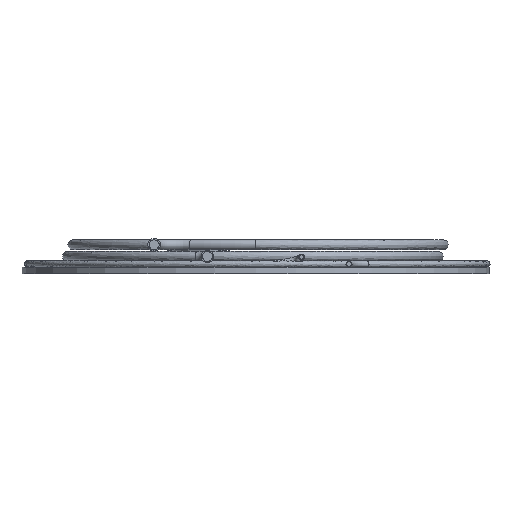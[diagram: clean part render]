
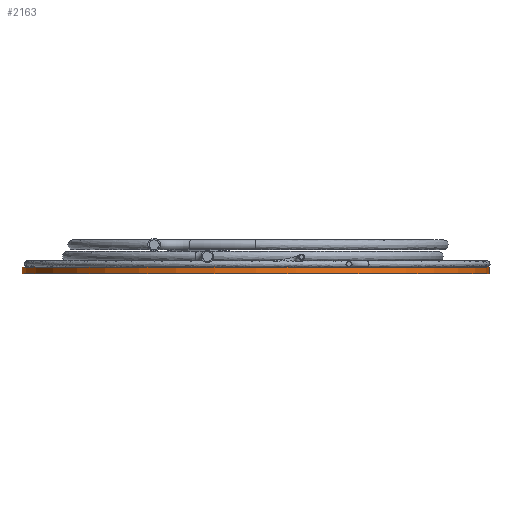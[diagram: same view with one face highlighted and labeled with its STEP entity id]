
A CAD part, front view. The second image highlights one B-rep face of the part: STEP entity #2163.
In plain terms, the highlighted cylindrical face has radius 27 mm (diameter 54 mm), a full revolution.
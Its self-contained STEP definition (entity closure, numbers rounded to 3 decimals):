
#275=CYLINDRICAL_SURFACE('',#2295,27.);
#338=ORIENTED_EDGE('',*,*,#720,.T.);
#339=ORIENTED_EDGE('',*,*,#721,.T.);
#720=EDGE_CURVE('',#925,#925,#1072,.T.);
#721=EDGE_CURVE('',#926,#926,#1073,.T.);
#925=VERTEX_POINT('',#10213);
#926=VERTEX_POINT('',#10215);
#1072=CIRCLE('',#2296,27.);
#1073=CIRCLE('',#2297,27.);
#1133=EDGE_LOOP('',(#338));
#1134=EDGE_LOOP('',(#339));
#1275=FACE_BOUND('',#1133,.T.);
#1276=FACE_BOUND('',#1134,.T.);
#2163=ADVANCED_FACE('',(#1275,#1276),#275,.T.);
#2295=AXIS2_PLACEMENT_3D('',#10211,#2464,#2465);
#2296=AXIS2_PLACEMENT_3D('',#10212,#2466,#2467);
#2297=AXIS2_PLACEMENT_3D('',#10214,#2468,#2469);
#2464=DIRECTION('',(0.,0.,-1.));
#2465=DIRECTION('',(-1.,0.,0.));
#2466=DIRECTION('',(0.,0.,1.));
#2467=DIRECTION('',(1.,0.,0.));
#2468=DIRECTION('',(0.,0.,-1.));
#2469=DIRECTION('',(0.,1.,0.));
#10211=CARTESIAN_POINT('',(0.,0.,1.4));
#10212=CARTESIAN_POINT('',(0.,0.,0.));
#10213=CARTESIAN_POINT('',(27.,0.,0.));
#10214=CARTESIAN_POINT('',(0.,0.,0.7));
#10215=CARTESIAN_POINT('',(0.,27.,0.7));
